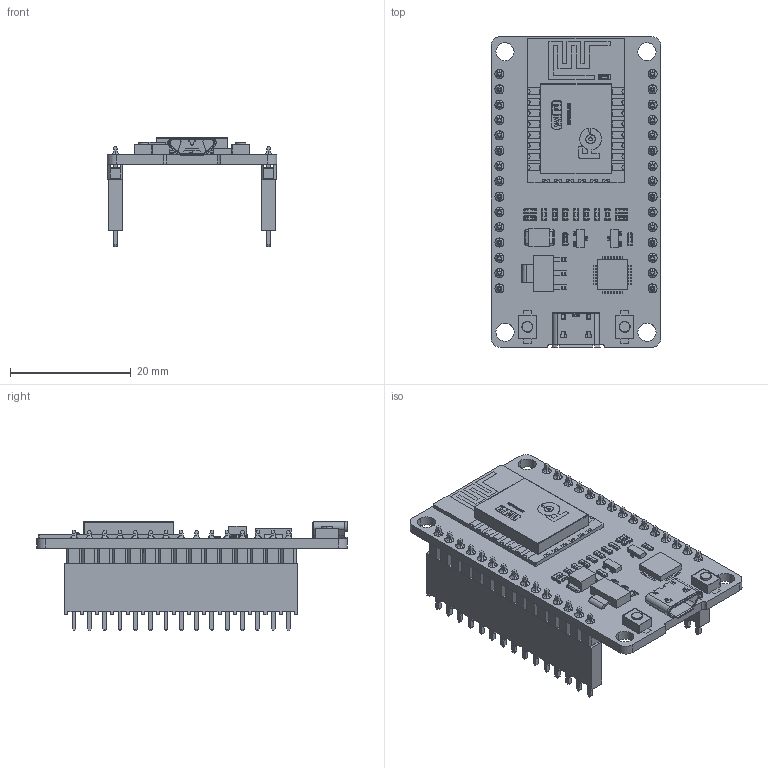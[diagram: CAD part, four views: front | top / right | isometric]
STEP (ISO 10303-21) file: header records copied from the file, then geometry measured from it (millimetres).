
FILE_DESCRIPTION(('CATIA V5 STEP Exchange'),'2;1');
FILE_NAME('NodeMCU Esp32.stp','2024-03-26T23:54:16+00:00',('none'),('none'),'CATIA Version 5 Release 17 (IN-10)','CATIA V5 STEP AP214','none');
FILE_SCHEMA(('AUTOMOTIVE_DESIGN { 1 0 10303 214 1 1 1 1 }'));
Products named in the file (18): ESP32_DEV_KIT_V1_ASM; PCB; PIN; WIFI_CARD_2; RECTANGULARCHIP_2; MICROCHIP_2; TANCHIP_2; TRANSISTOR_3-LEG_2; RESISTOR1_2; RESISTOR2-32_2; TRANSISTOR_3-LEG2_2; BUTTON_R_ASM; BUTTONFLASH-13_2; BUTTONFLASH-14_2; USB_SOCKET_2; SSQ-115-01-G-S; _T1SSQ-115-01-G-S; _P2SSQ-115-01-G-S
Assembly tree (59 placements, depth 3):
  ESP32_DEV_KIT_V1_ASM
    PCB
    PIN  x30
    WIFI_CARD_2
    RECTANGULARCHIP_2
    MICROCHIP_2
    TANCHIP_2
    TRANSISTOR_3-LEG_2
    RESISTOR1_2  x11
    RESISTOR2-32_2  x2
    TRANSISTOR_3-LEG2_2
    BUTTON_R_ASM  x2
      BUTTONFLASH-13_2
      BUTTONFLASH-14_2
    USB_SOCKET_2
    SSQ-115-01-G-S  x2
      _T1SSQ-115-01-G-S
      _P2SSQ-115-01-G-S
Bounding box: 28.15 x 51.5 x 18.16 mm (x, y, z)
Volume: 4946.7 mm3; surface area: 9819.2 mm2
Topology: 59 solids, 61 shells, 4829 faces, 12203 edges, 7650 vertices
Faces by surface type: plane 2890, cylinder 1054, torus 299, bspline 295, sphere 189, extrusion 97, cone 4, revolution 1
Entity records: 66841 total; most frequent: CARTESIAN_POINT 21280, ORIENTED_EDGE 9492, DIRECTION 7089, EDGE_CURVE 4746, VECTOR 3031, VERTEX_POINT 2999, LINE 2934, AXIS2_PLACEMENT_3D 2332
